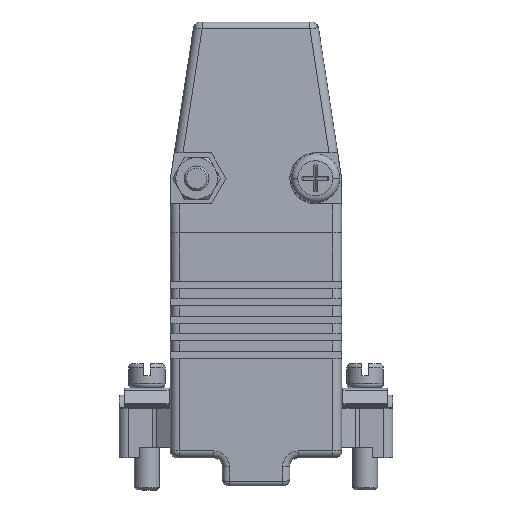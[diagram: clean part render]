
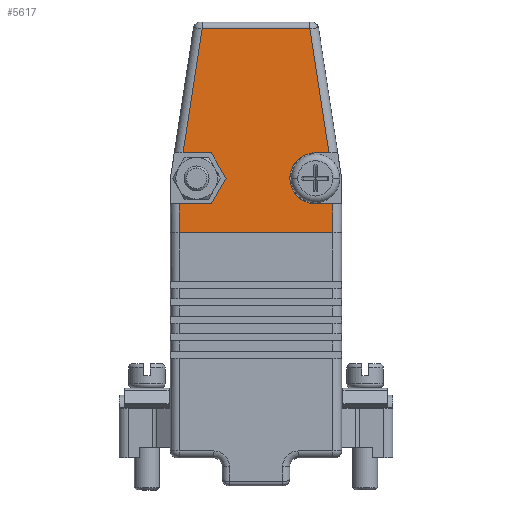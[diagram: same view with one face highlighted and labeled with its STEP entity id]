
A CAD part, front view. The second image highlights one B-rep face of the part: STEP entity #5617.
In plain terms, the highlighted face is planar.
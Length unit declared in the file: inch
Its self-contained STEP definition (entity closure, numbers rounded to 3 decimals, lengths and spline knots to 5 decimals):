
#26 = VERTEX_POINT ( 'NONE', #7814 ) ;
#84 = PLANE ( 'NONE',  #4755 ) ;
#255 = DIRECTION ( 'NONE',  ( 1., 0., 0. ) ) ;
#596 = CARTESIAN_POINT ( 'NONE',  ( -0.24263, 0.11474, -0.02986 ) ) ;
#597 = VERTEX_POINT ( 'NONE', #9166 ) ;
#666 = ORIENTED_EDGE ( 'NONE', *, *, #2829, .T. ) ;
#740 = VERTEX_POINT ( 'NONE', #3226 ) ;
#774 = VERTEX_POINT ( 'NONE', #8340 ) ;
#797 = DIRECTION ( 'NONE',  ( 0., 0.052, -0.999 ) ) ;
#904 = VECTOR ( 'NONE', #3690, 39.37008 ) ;
#963 = DIRECTION ( 'NONE',  ( 0.499, 0.045, -0.865 ) ) ;
#1341 = VERTEX_POINT ( 'NONE', #6587 ) ;
#1379 = VECTOR ( 'NONE', #797, 39.37008 ) ;
#1506 = ORIENTED_EDGE ( 'NONE', *, *, #2979, .T. ) ;
#1521 = ORIENTED_EDGE ( 'NONE', *, *, #6090, .T. ) ;
#1561 = EDGE_CURVE ( 'NONE', #8905, #774, #6142, .T. ) ;
#1777 = CARTESIAN_POINT ( 'NONE',  ( 0.1088, 0.14739, -0.65948 ) ) ;
#1815 = EDGE_CURVE ( 'NONE', #2049, #740, #2254, .T. ) ;
#1900 = EDGE_LOOP ( 'NONE', ( #3739, #1506, #8394, #4505, #2129, #6914, #1521, #4491, #5579, #666, #1908, #5593, #6207 ) ) ;
#1908 = ORIENTED_EDGE ( 'NONE', *, *, #1561, .T. ) ;
#1927 = VERTEX_POINT ( 'NONE', #3881 ) ;
#2032 = CARTESIAN_POINT ( 'NONE',  ( -0.26772, 0.15571, -0.81972 ) ) ;
#2049 = VERTEX_POINT ( 'NONE', #7920 ) ;
#2093 = CARTESIAN_POINT ( 'NONE',  ( -0.10273, 0.17109, -1.11636 ) ) ;
#2129 = ORIENTED_EDGE ( 'NONE', *, *, #7273, .T. ) ;
#2140 = FACE_OUTER_BOUND ( 'NONE', #1900, .T. ) ;
#2186 = DIRECTION ( 'NONE',  ( 0., -0.999, -0.052 ) ) ;
#2254 = LINE ( 'NONE', #3738, #904 ) ;
#2324 = DIRECTION ( 'NONE',  ( 0., -0.052, 0.999 ) ) ;
#2346 = CARTESIAN_POINT ( 'NONE',  ( -0.38583, 0.16235, -0.9478 ) ) ;
#2372 = CARTESIAN_POINT ( 'NONE',  ( -0.32864, 0.14378, -0.58972 ) ) ;
#2505 = CARTESIAN_POINT ( 'NONE',  ( -0.3937, 0.14378, -0.58972 ) ) ;
#2596 = CARTESIAN_POINT ( 'NONE',  ( -0.03772, 0.15571, -0.81972 ) ) ;
#2787 = CARTESIAN_POINT ( 'NONE',  ( -0.3937, 0.11474, -0.02986 ) ) ;
#2829 = EDGE_CURVE ( 'NONE', #5206, #8905, #8767, .T. ) ;
#2873 = VECTOR ( 'NONE', #6798, 39.37008 ) ;
#2911 = VECTOR ( 'NONE', #4128, 39.37008 ) ;
#2979 = EDGE_CURVE ( 'NONE', #5247, #2049, #7702, .T. ) ;
#3226 = CARTESIAN_POINT ( 'NONE',  ( 0.32864, 0.14378, -0.58972 ) ) ;
#3328 = VECTOR ( 'NONE', #8981, 39.37008 ) ;
#3365 = CARTESIAN_POINT ( 'NONE',  ( -0.03772, 0.14378, -0.58972 ) ) ;
#3388 = DIRECTION ( 'NONE',  ( 1., 0., 0. ) ) ;
#3582 = CARTESIAN_POINT ( 'NONE',  ( 0.20132, 0.15571, -0.81972 ) ) ;
#3690 = DIRECTION ( 'NONE',  ( 0.152, 0.051, -0.987 ) ) ;
#3738 = CARTESIAN_POINT ( 'NONE',  ( 0.36593, 0.15636, -0.83243 ) ) ;
#3739 = ORIENTED_EDGE ( 'NONE', *, *, #4558, .T. ) ;
#3772 = VECTOR ( 'NONE', #6870, 39.37008 ) ;
#3881 = CARTESIAN_POINT ( 'NONE',  ( 0.34646, 0.16235, -0.9478 ) ) ;
#3968 = VERTEX_POINT ( 'NONE', #2372 ) ;
#3999 = CARTESIAN_POINT ( 'NONE',  ( -0.34646, 0.16235, -0.9478 ) ) ;
#4128 = DIRECTION ( 'NONE',  ( 1., 0., 0. ) ) ;
#4201 = LINE ( 'NONE', #2093, #7563 ) ;
#4323 = EDGE_CURVE ( 'NONE', #5331, #8886, #8360, .T. ) ;
#4343 = CARTESIAN_POINT ( 'NONE',  ( -0.34646, 0.1624, -0.94882 ) ) ;
#4345 = LINE ( 'NONE', #7470, #1379 ) ;
#4491 = ORIENTED_EDGE ( 'NONE', *, *, #9204, .T. ) ;
#4505 = ORIENTED_EDGE ( 'NONE', *, *, #9421, .T. ) ;
#4558 = EDGE_CURVE ( 'NONE', #3968, #5247, #5368, .T. ) ;
#4577 = EDGE_CURVE ( 'NONE', #26, #3968, #7497, .T. ) ;
#4755 = AXIS2_PLACEMENT_3D ( 'NONE', #6556, #2186, #7329 ) ;
#4954 = CARTESIAN_POINT ( 'NONE',  ( -0.26772, 0.14378, -0.58972 ) ) ;
#5177 = LINE ( 'NONE', #2346, #3328 ) ;
#5206 = VERTEX_POINT ( 'NONE', #3999 ) ;
#5247 = VERTEX_POINT ( 'NONE', #596 ) ;
#5280 = DIRECTION ( 'NONE',  ( 0.152, -0.051, 0.987 ) ) ;
#5310 = CARTESIAN_POINT ( 'NONE',  ( 0.13493, 0.14974, -0.70472 ) ) ;
#5331 = VERTEX_POINT ( 'NONE', #5310 ) ;
#5368 = LINE ( 'NONE', #6827, #7617 ) ;
#5551 = CARTESIAN_POINT ( 'NONE',  ( -0.3937, 0.15571, -0.81972 ) ) ;
#5579 = ORIENTED_EDGE ( 'NONE', *, *, #6298, .T. ) ;
#5593 = ORIENTED_EDGE ( 'NONE', *, *, #8979, .T. ) ;
#5617 = ADVANCED_FACE ( 'NONE', ( #2140 ), #84, .F. ) ;
#6071 = LINE ( 'NONE', #2505, #2873 ) ;
#6090 = EDGE_CURVE ( 'NONE', #8886, #1341, #6909, .T. ) ;
#6142 = LINE ( 'NONE', #7499, #7509 ) ;
#6207 = ORIENTED_EDGE ( 'NONE', *, *, #4577, .T. ) ;
#6246 = VECTOR ( 'NONE', #3388, 39.37008 ) ;
#6298 = EDGE_CURVE ( 'NONE', #1927, #5206, #5177, .T. ) ;
#6554 = DIRECTION ( 'NONE',  ( -0.499, 0.045, -0.865 ) ) ;
#6556 = CARTESIAN_POINT ( 'NONE',  ( -0.3937, 0.1624, -0.94882 ) ) ;
#6587 = CARTESIAN_POINT ( 'NONE',  ( 0.34646, 0.15571, -0.81972 ) ) ;
#6798 = DIRECTION ( 'NONE',  ( -1., 0., 0. ) ) ;
#6827 = CARTESIAN_POINT ( 'NONE',  ( -0.38404, 0.16248, -0.9503 ) ) ;
#6870 = DIRECTION ( 'NONE',  ( -1., 0., 0. ) ) ;
#6909 = LINE ( 'NONE', #5551, #6246 ) ;
#6914 = ORIENTED_EDGE ( 'NONE', *, *, #4323, .T. ) ;
#7273 = EDGE_CURVE ( 'NONE', #597, #5331, #4201, .T. ) ;
#7329 = DIRECTION ( 'NONE',  ( 0., 0.052, -0.999 ) ) ;
#7470 = CARTESIAN_POINT ( 'NONE',  ( 0.34646, 0.1624, -0.94882 ) ) ;
#7497 = LINE ( 'NONE', #8224, #3772 ) ;
#7499 = CARTESIAN_POINT ( 'NONE',  ( -0.3937, 0.15571, -0.81972 ) ) ;
#7509 = VECTOR ( 'NONE', #255, 39.37008 ) ;
#7563 = VECTOR ( 'NONE', #6554, 39.37008 ) ;
#7617 = VECTOR ( 'NONE', #5280, 39.37008 ) ;
#7702 = LINE ( 'NONE', #2787, #2911 ) ;
#7814 = CARTESIAN_POINT ( 'NONE',  ( -0.26772, 0.14378, -0.58972 ) ) ;
#7848 = CARTESIAN_POINT ( 'NONE',  ( -0.34646, 0.15571, -0.81972 ) ) ;
#7920 = CARTESIAN_POINT ( 'NONE',  ( 0.24263, 0.11474, -0.02986 ) ) ;
#8193 = VECTOR ( 'NONE', #2324, 39.37008 ) ;
#8224 = CARTESIAN_POINT ( 'NONE',  ( -0.3937, 0.14378, -0.58972 ) ) ;
#8340 = CARTESIAN_POINT ( 'NONE',  ( -0.26772, 0.15571, -0.81972 ) ) ;
#8360 = LINE ( 'NONE', #1777, #8478 ) ;
#8394 = ORIENTED_EDGE ( 'NONE', *, *, #1815, .T. ) ;
#8478 = VECTOR ( 'NONE', #963, 39.37008 ) ;
#8498 =( BOUNDED_CURVE ( )  B_SPLINE_CURVE ( 3, ( #2032, #2596, #3365, #4954 ),
 .UNSPECIFIED., .F., .T. ) 
 B_SPLINE_CURVE_WITH_KNOTS ( ( 4, 4 ),
 ( 0., 3.14159 ),
 .UNSPECIFIED. ) 
 CURVE ( )  GEOMETRIC_REPRESENTATION_ITEM ( )  RATIONAL_B_SPLINE_CURVE ( ( 1., 0.333, 0.333, 1. ) ) 
 REPRESENTATION_ITEM ( '' )  );
#8767 = LINE ( 'NONE', #4343, #8193 ) ;
#8886 = VERTEX_POINT ( 'NONE', #3582 ) ;
#8905 = VERTEX_POINT ( 'NONE', #7848 ) ;
#8979 = EDGE_CURVE ( 'NONE', #774, #26, #8498, .T. ) ;
#8981 = DIRECTION ( 'NONE',  ( -1., 0., 0. ) ) ;
#9166 = CARTESIAN_POINT ( 'NONE',  ( 0.20132, 0.14378, -0.58972 ) ) ;
#9204 = EDGE_CURVE ( 'NONE', #1341, #1927, #4345, .T. ) ;
#9421 = EDGE_CURVE ( 'NONE', #740, #597, #6071, .T. ) ;
